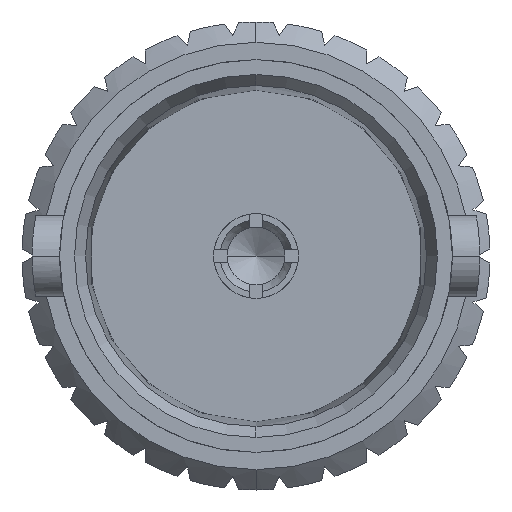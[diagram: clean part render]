
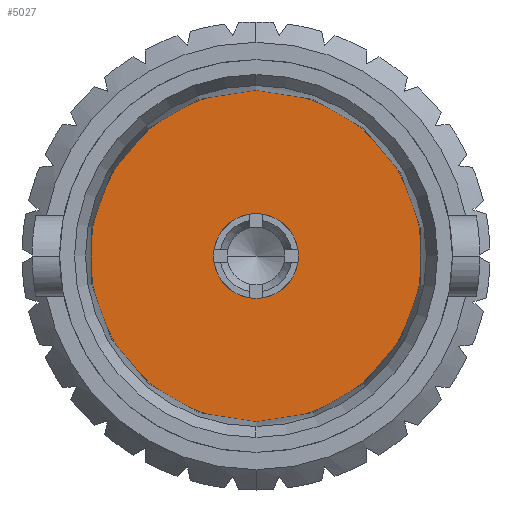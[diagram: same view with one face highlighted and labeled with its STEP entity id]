
A CAD part, left-side view. The second image highlights one B-rep face of the part: STEP entity #5027.
In plain terms, the highlighted planar face has unit normal (-1, 0, 0).
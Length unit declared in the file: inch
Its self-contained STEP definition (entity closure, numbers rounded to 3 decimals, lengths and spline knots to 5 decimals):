
#1925=CARTESIAN_POINT('',(-0.10197,0.,0.));
#1926=DIRECTION('',(-1.,0.,0.));
#1927=DIRECTION('',(0.,0.,-1.));
#1928=AXIS2_PLACEMENT_3D('',#1925,#1926,#1927);
#1935=CARTESIAN_POINT('',(-0.10197,0.,0.));
#1936=DIRECTION('',(-1.,0.,0.));
#1937=DIRECTION('',(0.,1.,0.));
#1938=AXIS2_PLACEMENT_3D('',#1935,#1936,#1937);
#1940=CARTESIAN_POINT('',(-0.10197,0.,0.));
#1941=DIRECTION('',(-1.,0.,0.));
#1942=DIRECTION('',(0.,-1.,0.));
#1943=AXIS2_PLACEMENT_3D('',#1940,#1941,#1942);
#1945=CARTESIAN_POINT('',(-0.10197,0.,0.));
#1946=DIRECTION('',(-1.,0.,0.));
#1947=DIRECTION('',(0.,0.,1.));
#1948=AXIS2_PLACEMENT_3D('',#1945,#1946,#1947);
#3007=CARTESIAN_POINT('',(-0.10197,0.,-0.16043));
#3008=CARTESIAN_POINT('',(-0.10197,0.,0.16043));
#3009=VERTEX_POINT('',#3007);
#3010=VERTEX_POINT('',#3008);
#3105=CARTESIAN_POINT('',(-0.10197,0.04094,0.));
#3106=CARTESIAN_POINT('',(-0.10197,-0.04094,0.));
#3107=VERTEX_POINT('',#3105);
#3108=VERTEX_POINT('',#3106);
#5011=CARTESIAN_POINT('',(-0.10197,0.,0.));
#5012=DIRECTION('',(1.,0.,0.));
#5013=DIRECTION('',(0.,-1.,0.));
#5014=AXIS2_PLACEMENT_3D('',#5011,#5012,#5013);
#5015=PLANE('',#5014);
#5016=ORIENTED_EDGE('',*,*,#5001,.F.);
#5018=ORIENTED_EDGE('',*,*,#5017,.F.);
#5019=EDGE_LOOP('',(#5016,#5018));
#5020=FACE_OUTER_BOUND('',#5019,.F.);
#5022=ORIENTED_EDGE('',*,*,#5021,.T.);
#5024=ORIENTED_EDGE('',*,*,#5023,.T.);
#5025=EDGE_LOOP('',(#5022,#5024));
#5026=FACE_BOUND('',#5025,.F.);
#5027=ADVANCED_FACE('',(#5020,#5026),#5015,.F.);
#1929=CIRCLE('',#1928,0.16043);
#1939=CIRCLE('',#1938,0.04094);
#1944=CIRCLE('',#1943,0.04094);
#1949=CIRCLE('',#1948,0.16043);
#5001=EDGE_CURVE('',#3009,#3010,#1929,.T.);
#5017=EDGE_CURVE('',#3010,#3009,#1949,.T.);
#5021=EDGE_CURVE('',#3107,#3108,#1939,.T.);
#5023=EDGE_CURVE('',#3108,#3107,#1944,.T.);
